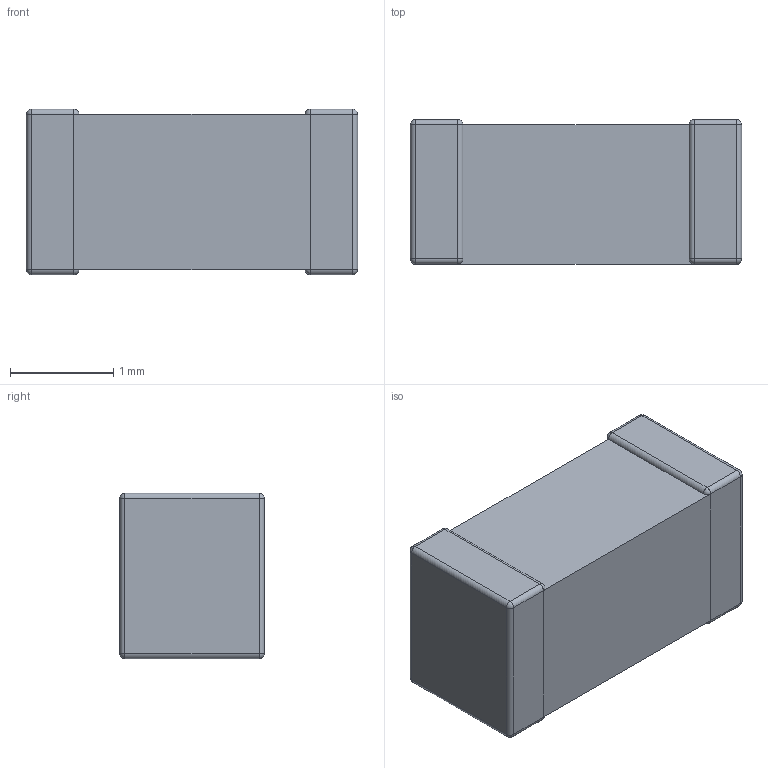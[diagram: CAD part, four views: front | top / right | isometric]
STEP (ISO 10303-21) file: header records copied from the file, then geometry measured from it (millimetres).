
FILE_DESCRIPTION (( 'STEP AP214' ), '1' );
FILE_NAME ('2450AT18B100E.STEP', '2019-08-16T09:06:10', ( '' ), ( '' ), 'SwSTEP 2.0', 'SolidWorks 2017', '' );
FILE_SCHEMA (( 'AUTOMOTIVE_DESIGN' ));
Length unit declared in the file: inch
Products named in the file (1): 2450AT18B100E
Bounding box: 3.2 x 1.4 x 1.6 mm (x, y, z)
Volume: 6.7 mm3; surface area: 32.5 mm2
Topology: 4 solids, 4 shells, 71 faces, 154 edges, 76 vertices
Faces by surface type: plane 29, cylinder 26, sphere 16
Entity records: 1833 total; most frequent: DIRECTION 334, CARTESIAN_POINT 286, ORIENTED_EDGE 276, EDGE_CURVE 138, AXIS2_PLACEMENT_3D 124, VECTOR 86, LINE 86, VERTEX_POINT 76
